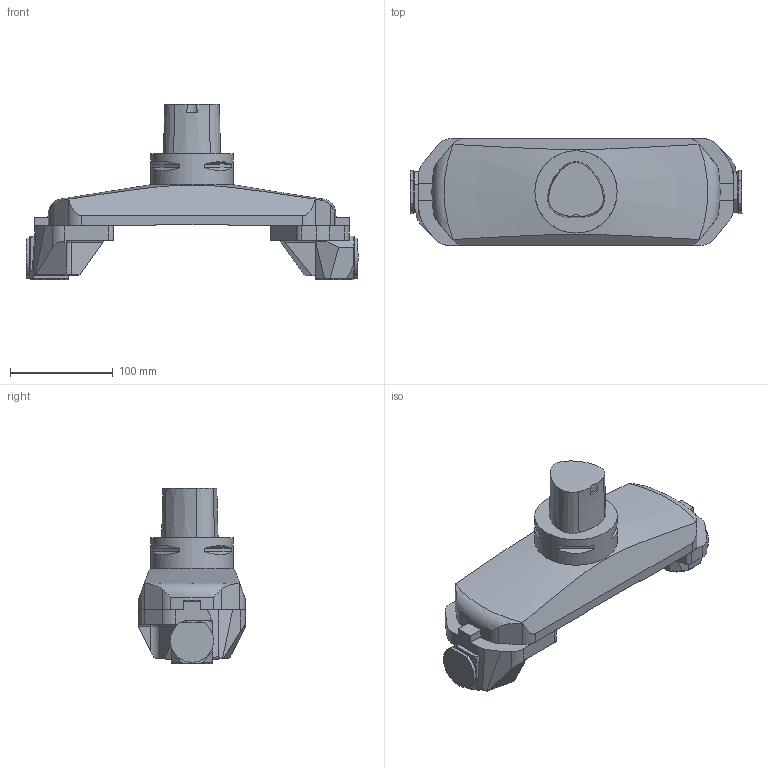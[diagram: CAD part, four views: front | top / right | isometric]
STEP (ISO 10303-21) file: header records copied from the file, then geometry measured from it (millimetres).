
FILE_DESCRIPTION(/* description */ (''),/* implementation_level */ '2;1');
FILE_NAME(/* name */ '1719989888972.stp',/* time_stamp */ '2024-07-03T08:58:15+02:00',/* author */ (''),/* organization */ ('SMS'),/* preprocessor_version */ 'ST-DEVELOPER v16.7',/* originating_system */ 'SIEMENS PLM Software NX 12.0',/* authorisation */ '');
FILE_SCHEMA (('AUTOMOTIVE_DESIGN { 1 0 10303 214 3 1 1 1 }'));
Length unit declared in the file: millimetre
Products named in the file (6): 205371124mod000_00; 205387623mod000_00; 205369860mod000_00; 205377550mod000_00; 205370140mod000_00; 205381326mod000_00
Assembly tree (7 placements, depth 3):
  205381326mod000_00
    205377550mod000_00
    205370140mod000_00  x2
      205387623mod000_00
      205371124mod000_00
    205369860mod000_00  x2
Bounding box: 322.66 x 104 x 170.28 mm (x, y, z)
Volume: 1483937.7 mm3; surface area: 162234.1 mm2
Topology: 7 solids, 7 shells, 207 faces, 537 edges, 373 vertices
Faces by surface type: plane 150, cylinder 46, cone 7, torus 4
Full cylindrical faces by diameter (mm): 80 x1
Entity records: 4806 total; most frequent: CARTESIAN_POINT 840, DIRECTION 743, ORIENTED_EDGE 698, EDGE_CURVE 349, AXIS2_PLACEMENT_3D 254, LINE 235, VECTOR 235, VERTEX_POINT 229
